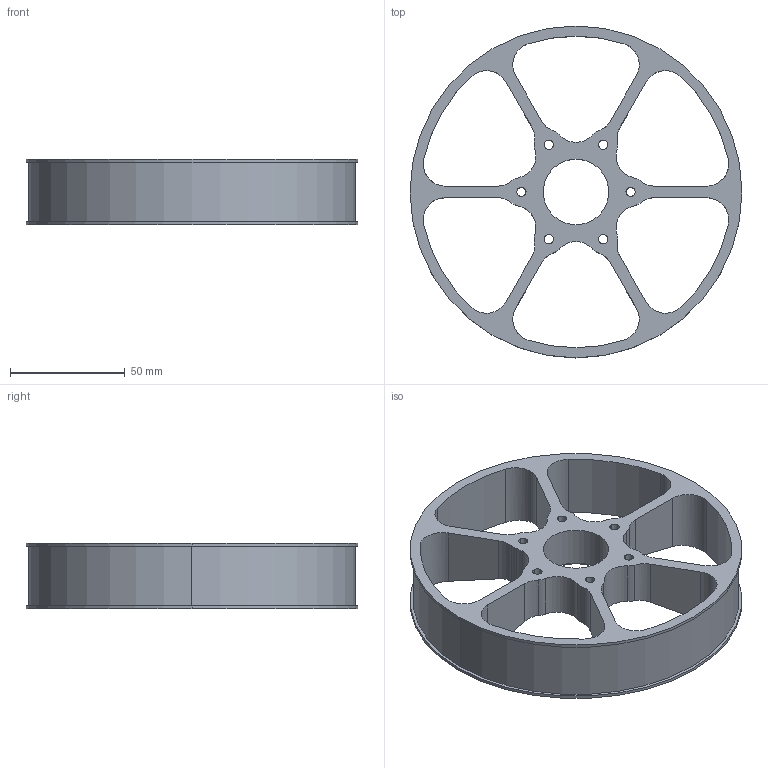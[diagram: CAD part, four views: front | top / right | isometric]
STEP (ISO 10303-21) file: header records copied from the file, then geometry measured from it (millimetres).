
FILE_DESCRIPTION (( 'STEP AP203' ), '1' );
FILE_NAME ('am-3868 6in Performance Wheel Bearing Bore.STEP', '2018-09-21T14:42:35', ( '' ), ( '' ), 'SwSTEP 2.0', 'SolidWorks 2018', '' );
FILE_SCHEMA (( 'CONFIG_CONTROL_DESIGN' ));
Length unit declared in the file: inch
Products named in the file (1): am-3868 6in Performance Wheel Bearing Bore
Bounding box: 144.78 x 144.78 x 28.57 mm (x, y, z)
Volume: 104636.5 mm3; surface area: 50292 mm2
Topology: 1 solids, 1 shells, 107 faces, 320 edges, 213 vertices
Faces by surface type: cylinder 80, plane 18, torus 7, cone 2
Entity records: 4185 total; most frequent: CARTESIAN_POINT 1117, DIRECTION 642, ORIENTED_EDGE 640, EDGE_CURVE 320, AXIS2_PLACEMENT_3D 268, VERTEX_POINT 213, CIRCLE 160, EDGE_LOOP 131
